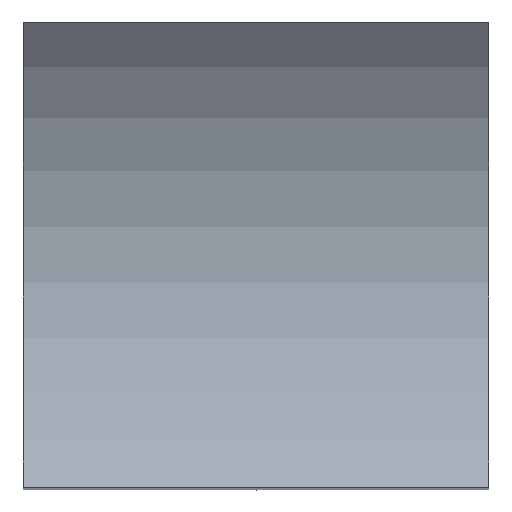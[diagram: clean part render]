
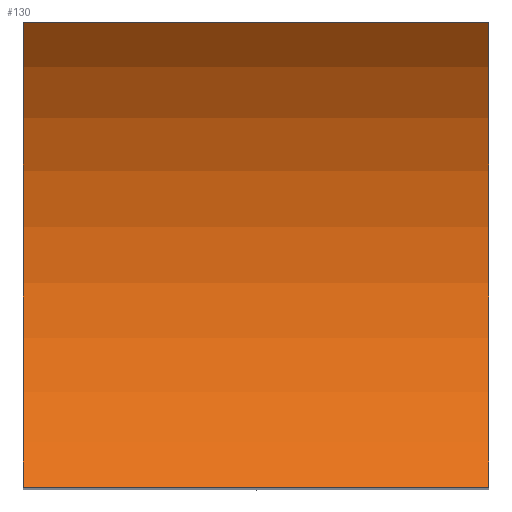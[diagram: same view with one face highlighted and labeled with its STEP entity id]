
A CAD part, top view. The second image highlights one B-rep face of the part: STEP entity #130.
In plain terms, the highlighted cylindrical face has radius 46 mm (diameter 92 mm), a partial arc.
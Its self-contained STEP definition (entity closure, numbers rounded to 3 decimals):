
#47=CYLINDRICAL_SURFACE('',#161,46.);
#52=FACE_OUTER_BOUND('',#58,.T.);
#58=EDGE_LOOP('',(#111,#112,#113,#114));
#62=LINE('',#244,#68);
#65=LINE('',#259,#71);
#68=VECTOR('',#185,10.);
#71=VECTOR('',#204,10.);
#75=CIRCLE('',#157,46.);
#78=CIRCLE('',#162,46.);
#81=VERTEX_POINT('',#241);
#82=VERTEX_POINT('',#243);
#84=VERTEX_POINT('',#249);
#86=VERTEX_POINT('',#257);
#89=EDGE_CURVE('',#82,#81,#62,.T.);
#92=EDGE_CURVE('',#84,#82,#75,.T.);
#96=EDGE_CURVE('',#86,#81,#78,.T.);
#97=EDGE_CURVE('',#84,#86,#65,.T.);
#111=ORIENTED_EDGE('',*,*,#96,.F.);
#112=ORIENTED_EDGE('',*,*,#97,.F.);
#113=ORIENTED_EDGE('',*,*,#92,.T.);
#114=ORIENTED_EDGE('',*,*,#89,.T.);
#130=ADVANCED_FACE('',(#52),#47,.F.);
#157=AXIS2_PLACEMENT_3D('',#250,#191,#192);
#161=AXIS2_PLACEMENT_3D('',#256,#200,#201);
#162=AXIS2_PLACEMENT_3D('',#258,#202,#203);
#185=DIRECTION('',(1.,0.,0.));
#191=DIRECTION('center_axis',(-1.,0.,0.));
#192=DIRECTION('ref_axis',(0.,1.,0.));
#200=DIRECTION('center_axis',(1.,0.,0.));
#201=DIRECTION('ref_axis',(0.,-1.,0.));
#202=DIRECTION('center_axis',(-1.,0.,0.));
#203=DIRECTION('ref_axis',(0.,-1.,0.));
#204=DIRECTION('',(1.,0.,0.));
#241=CARTESIAN_POINT('',(30.,-30.,-34.871));
#243=CARTESIAN_POINT('',(-30.,-30.,-34.871));
#244=CARTESIAN_POINT('',(0.,-30.,-34.871));
#249=CARTESIAN_POINT('',(-30.,30.,-34.871));
#250=CARTESIAN_POINT('Origin',(-30.,0.,0.));
#256=CARTESIAN_POINT('Origin',(0.,0.,0.));
#257=CARTESIAN_POINT('',(30.,30.,-34.871));
#258=CARTESIAN_POINT('Origin',(30.,0.,0.));
#259=CARTESIAN_POINT('',(0.,30.,-34.871));
